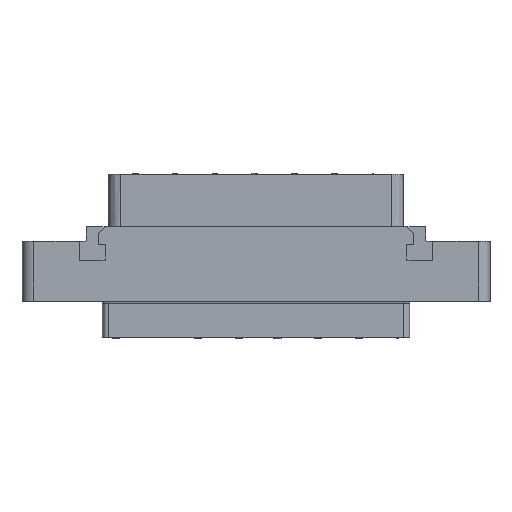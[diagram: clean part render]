
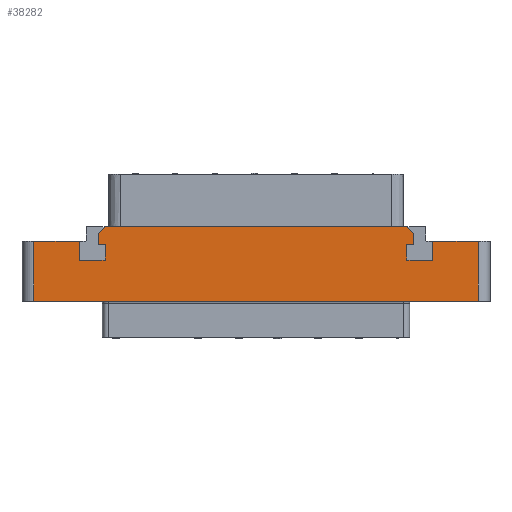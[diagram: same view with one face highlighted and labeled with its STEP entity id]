
A CAD part, top view. The second image highlights one B-rep face of the part: STEP entity #38282.
In plain terms, the highlighted planar face has unit normal (0, 0, 1).
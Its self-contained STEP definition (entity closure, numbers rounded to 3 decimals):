
#1=DIRECTION('',(-1.,0.,0.));
#2=VECTOR('',#1,76.);
#3=CARTESIAN_POINT('',(38.,0.,7.));
#4=LINE('',#3,#2);
#5=DIRECTION('',(1.,0.,0.));
#6=VECTOR('',#5,7.8);
#7=CARTESIAN_POINT('',(-38.,10.25,7.));
#8=LINE('',#7,#6);
#9=DIRECTION('',(0.,-1.,0.));
#10=VECTOR('',#9,3.2);
#11=CARTESIAN_POINT('',(-30.2,10.25,7.));
#12=LINE('',#11,#10);
#13=DIRECTION('',(1.,0.,0.));
#14=VECTOR('',#13,4.4);
#15=CARTESIAN_POINT('',(-30.2,7.05,7.));
#16=LINE('',#15,#14);
#17=DIRECTION('',(0.,1.,0.));
#18=VECTOR('',#17,2.6);
#19=CARTESIAN_POINT('',(-25.8,7.05,7.));
#20=LINE('',#19,#18);
#21=DIRECTION('',(-1.,0.,0.));
#22=VECTOR('',#21,1.2);
#23=CARTESIAN_POINT('',(-25.8,9.65,7.));
#24=LINE('',#23,#22);
#25=DIRECTION('',(0.,-1.,0.));
#26=VECTOR('',#25,1.9);
#27=CARTESIAN_POINT('',(-27.,11.55,7.));
#28=LINE('',#27,#26);
#29=DIRECTION('',(1.,0.,0.));
#30=VECTOR('',#29,51.6);
#31=CARTESIAN_POINT('',(-25.8,12.75,7.));
#32=LINE('',#31,#30);
#33=DIRECTION('',(0.,-1.,0.));
#34=VECTOR('',#33,1.9);
#35=CARTESIAN_POINT('',(27.,11.55,7.));
#36=LINE('',#35,#34);
#37=DIRECTION('',(-1.,0.,0.));
#38=VECTOR('',#37,1.2);
#39=CARTESIAN_POINT('',(27.,9.65,7.));
#40=LINE('',#39,#38);
#41=DIRECTION('',(0.,-1.,0.));
#42=VECTOR('',#41,2.6);
#43=CARTESIAN_POINT('',(25.8,9.65,7.));
#44=LINE('',#43,#42);
#45=DIRECTION('',(1.,0.,0.));
#46=VECTOR('',#45,4.4);
#47=CARTESIAN_POINT('',(25.8,7.05,7.));
#48=LINE('',#47,#46);
#49=DIRECTION('',(0.,1.,0.));
#50=VECTOR('',#49,3.2);
#51=CARTESIAN_POINT('',(30.2,7.05,7.));
#52=LINE('',#51,#50);
#53=DIRECTION('',(1.,0.,0.));
#54=VECTOR('',#53,7.8);
#55=CARTESIAN_POINT('',(30.2,10.25,7.));
#56=LINE('',#55,#54);
#57=DIRECTION('',(0.,1.,0.));
#58=VECTOR('',#57,10.25);
#59=CARTESIAN_POINT('',(38.,0.,7.));
#60=LINE('',#59,#58);
#803=DIRECTION('',(0.707,-0.707,0.));
#804=VECTOR('',#803,1.697);
#805=CARTESIAN_POINT('',(25.8,12.75,7.));
#806=LINE('',#805,#804);
#827=DIRECTION('',(-0.707,-0.707,0.));
#828=VECTOR('',#827,1.697);
#829=CARTESIAN_POINT('',(-25.8,12.75,7.));
#830=LINE('',#829,#828);
#1387=DIRECTION('',(0.,-1.,0.));
#1388=VECTOR('',#1387,10.25);
#1389=CARTESIAN_POINT('',(-38.,10.25,7.));
#1390=LINE('',#1389,#1388);
#31439=CARTESIAN_POINT('',(-30.2,10.25,7.));
#31440=CARTESIAN_POINT('',(-30.2,7.05,7.));
#31441=VERTEX_POINT('',#31439);
#31442=VERTEX_POINT('',#31440);
#31443=CARTESIAN_POINT('',(-25.8,7.05,7.));
#31444=VERTEX_POINT('',#31443);
#31445=CARTESIAN_POINT('',(-25.8,9.65,7.));
#31446=VERTEX_POINT('',#31445);
#31447=CARTESIAN_POINT('',(-27.,9.65,7.));
#31448=VERTEX_POINT('',#31447);
#31449=CARTESIAN_POINT('',(27.,9.65,7.));
#31450=CARTESIAN_POINT('',(25.8,9.65,7.));
#31451=VERTEX_POINT('',#31449);
#31452=VERTEX_POINT('',#31450);
#31453=CARTESIAN_POINT('',(25.8,7.05,7.));
#31454=VERTEX_POINT('',#31453);
#31455=CARTESIAN_POINT('',(30.2,7.05,7.));
#31456=VERTEX_POINT('',#31455);
#31457=CARTESIAN_POINT('',(30.2,10.25,7.));
#31458=VERTEX_POINT('',#31457);
#31463=CARTESIAN_POINT('',(-25.8,12.75,7.));
#31465=VERTEX_POINT('',#31463);
#31467=CARTESIAN_POINT('',(-27.,11.55,7.));
#31469=VERTEX_POINT('',#31467);
#31471=CARTESIAN_POINT('',(25.8,12.75,7.));
#31473=VERTEX_POINT('',#31471);
#31475=CARTESIAN_POINT('',(27.,11.55,7.));
#31477=VERTEX_POINT('',#31475);
#31567=CARTESIAN_POINT('',(38.,0.,7.));
#31568=CARTESIAN_POINT('',(38.,10.25,7.));
#31569=VERTEX_POINT('',#31567);
#31570=VERTEX_POINT('',#31568);
#31575=CARTESIAN_POINT('',(-38.,10.25,7.));
#31576=CARTESIAN_POINT('',(-38.,0.,7.));
#31577=VERTEX_POINT('',#31575);
#31578=VERTEX_POINT('',#31576);
#38239=CARTESIAN_POINT('',(0.,0.,7.));
#38240=DIRECTION('',(0.,0.,-1.));
#38241=DIRECTION('',(-1.,0.,0.));
#38242=AXIS2_PLACEMENT_3D('',#38239,#38240,#38241);
#38243=PLANE('',#38242);
#38245=ORIENTED_EDGE('',*,*,#38244,.F.);
#38247=ORIENTED_EDGE('',*,*,#38246,.T.);
#38249=ORIENTED_EDGE('',*,*,#38248,.F.);
#38251=ORIENTED_EDGE('',*,*,#38250,.T.);
#38253=ORIENTED_EDGE('',*,*,#38252,.T.);
#38255=ORIENTED_EDGE('',*,*,#38254,.T.);
#38257=ORIENTED_EDGE('',*,*,#38256,.T.);
#38259=ORIENTED_EDGE('',*,*,#38258,.T.);
#38261=ORIENTED_EDGE('',*,*,#38260,.F.);
#38263=ORIENTED_EDGE('',*,*,#38262,.F.);
#38265=ORIENTED_EDGE('',*,*,#38264,.T.);
#38267=ORIENTED_EDGE('',*,*,#38266,.T.);
#38269=ORIENTED_EDGE('',*,*,#38268,.T.);
#38271=ORIENTED_EDGE('',*,*,#38270,.T.);
#38273=ORIENTED_EDGE('',*,*,#38272,.T.);
#38275=ORIENTED_EDGE('',*,*,#38274,.T.);
#38277=ORIENTED_EDGE('',*,*,#38276,.T.);
#38279=ORIENTED_EDGE('',*,*,#38278,.T.);
#38280=EDGE_LOOP('',(#38245,#38247,#38249,#38251,#38253,#38255,#38257,#38259,
#38261,#38263,#38265,#38267,#38269,#38271,#38273,#38275,#38277,#38279));
#38281=FACE_OUTER_BOUND('',#38280,.F.);
#38282=ADVANCED_FACE('',(#38281),#38243,.F.);
#38244=EDGE_CURVE('',#31569,#31570,#60,.T.);
#38246=EDGE_CURVE('',#31569,#31578,#4,.T.);
#38248=EDGE_CURVE('',#31577,#31578,#1390,.T.);
#38250=EDGE_CURVE('',#31577,#31441,#8,.T.);
#38252=EDGE_CURVE('',#31441,#31442,#12,.T.);
#38254=EDGE_CURVE('',#31442,#31444,#16,.T.);
#38256=EDGE_CURVE('',#31444,#31446,#20,.T.);
#38258=EDGE_CURVE('',#31446,#31448,#24,.T.);
#38260=EDGE_CURVE('',#31469,#31448,#28,.T.);
#38262=EDGE_CURVE('',#31465,#31469,#830,.T.);
#38264=EDGE_CURVE('',#31465,#31473,#32,.T.);
#38266=EDGE_CURVE('',#31473,#31477,#806,.T.);
#38268=EDGE_CURVE('',#31477,#31451,#36,.T.);
#38270=EDGE_CURVE('',#31451,#31452,#40,.T.);
#38272=EDGE_CURVE('',#31452,#31454,#44,.T.);
#38274=EDGE_CURVE('',#31454,#31456,#48,.T.);
#38276=EDGE_CURVE('',#31456,#31458,#52,.T.);
#38278=EDGE_CURVE('',#31458,#31570,#56,.T.);
